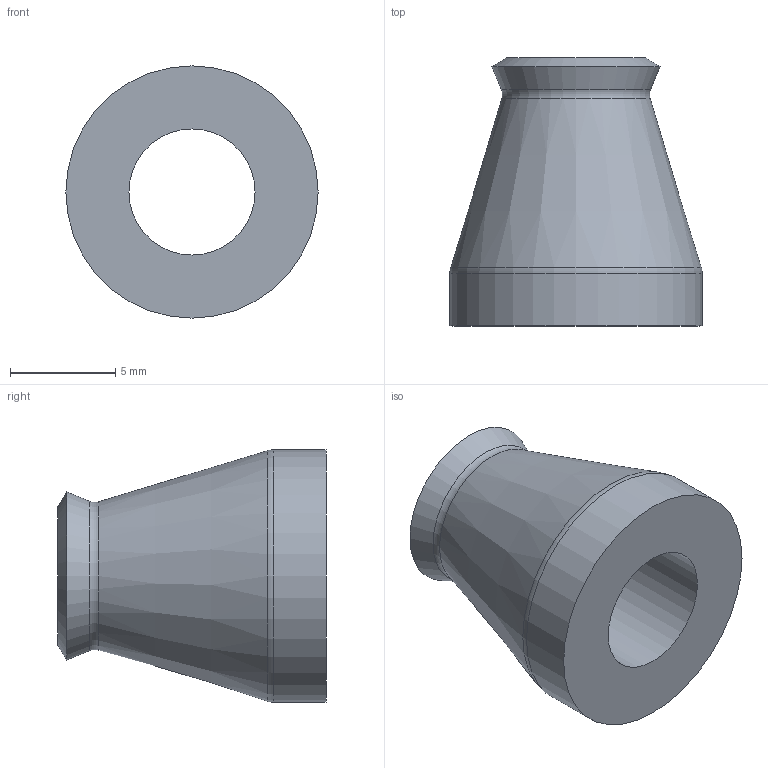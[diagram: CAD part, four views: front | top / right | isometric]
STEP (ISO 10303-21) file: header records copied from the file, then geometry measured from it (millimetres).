
FILE_DESCRIPTION (( 'STEP AP203' ), '1' );
FILE_NAME ('K902364-B01.STEP', '2025-01-22T09:01:33', ( '' ), ( '' ), 'SwSTEP 2.0', 'SolidWorks 2023', '' );
FILE_SCHEMA (( 'CONFIG_CONTROL_DESIGN' ));
Length unit declared in the file: millimetre
Products named in the file (1): K902364-B01
Bounding box: 12 x 12.75 x 12 mm (x, y, z)
Volume: 617.7 mm3; surface area: 742.7 mm2
Topology: 1 solids, 1 shells, 9 faces, 16 edges, 9 vertices
Faces by surface type: cone 3, cylinder 2, plane 2, torus 2
Full cylindrical faces by diameter (mm): 6 x1, 12 x1
Entity records: 265 total; most frequent: DIRECTION 38, CARTESIAN_POINT 28, AXIS2_PLACEMENT_3D 19, ORIENTED_EDGE 18, EDGE_LOOP 18, FACE_OUTER_BOUND 13, CIRCLE 9, ADVANCED_FACE 9
